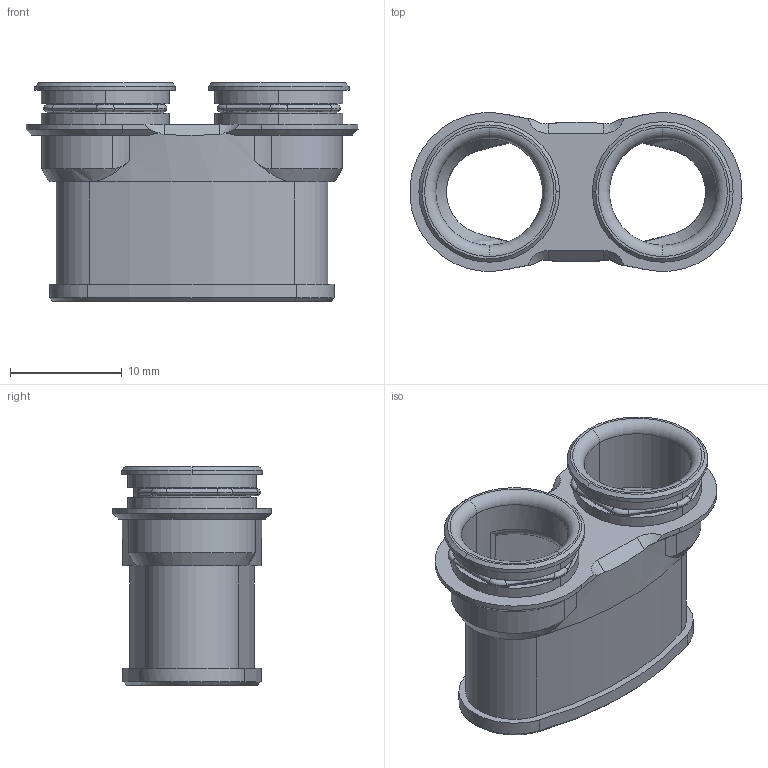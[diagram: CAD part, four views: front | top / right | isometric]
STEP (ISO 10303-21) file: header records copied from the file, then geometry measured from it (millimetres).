
FILE_DESCRIPTION((''),'2;1');
FILE_NAME('00611405218','2019-11-04T',('presta_be4'),(''),'CREO PARAMETRIC BY PTC INC, 2018360','CREO PARAMETRIC BY PTC INC, 2018360','');
FILE_SCHEMA(('CONFIG_CONTROL_DESIGN'));
Length unit declared in the file: millimetre
Products named in the file (1): 00611405218
Bounding box: 29.65 x 14.18 x 19.5 mm (x, y, z)
Volume: 1103.4 mm3; surface area: 3018.8 mm2
Topology: 1 solids, 1 shells, 147 faces, 372 edges, 228 vertices
Faces by surface type: cylinder 74, cone 26, torus 26, plane 21
Entity records: 5738 total; most frequent: CARTESIAN_POINT 2119, DIRECTION 776, ORIENTED_EDGE 744, EDGE_CURVE 372, AXIS2_PLACEMENT_3D 333, VERTEX_POINT 228, CIRCLE 186, EDGE_LOOP 172
